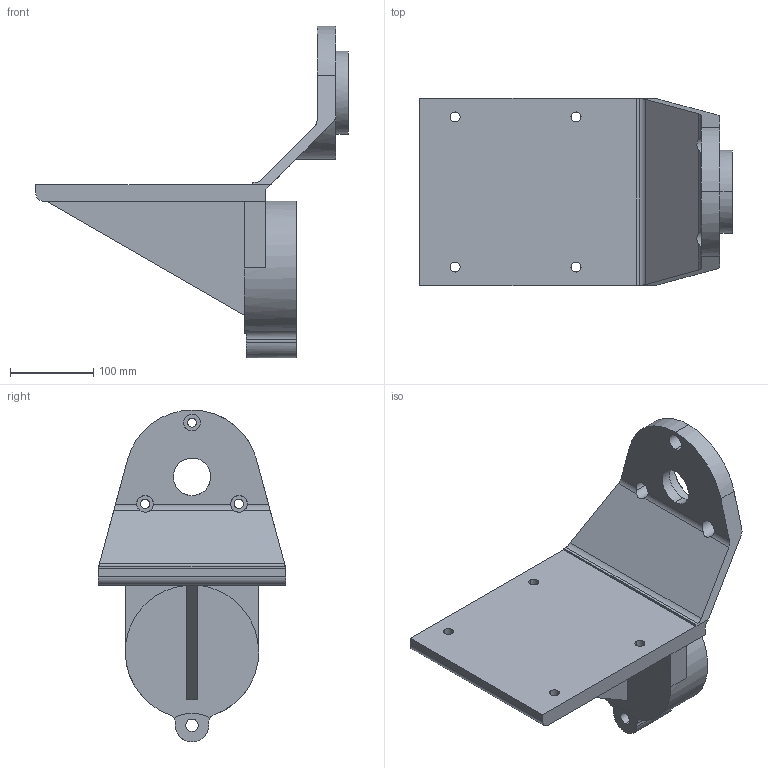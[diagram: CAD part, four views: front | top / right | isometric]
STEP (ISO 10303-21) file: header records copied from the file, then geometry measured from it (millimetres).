
FILE_DESCRIPTION(('CATIA V5 STEP Exchange'),'2;1');
FILE_NAME('Problema-10.stp','2012-08-03T23:01:46+00:00',('none'),('none'),'CATIA Version 5 Release 19 SP 4 (IN-10)','CATIA V5 STEP AP203','none');
FILE_SCHEMA(('CONFIG_CONTROL_DESIGN'));
Length unit declared in the file: millimetre
Products named in the file (1): Problema-10
Bounding box: 375 x 225 x 397.98 mm (x, y, z)
Volume: 2787002.5 mm3; surface area: 373814.6 mm2
Topology: 1 solids, 1 shells, 88 faces, 239 edges, 158 vertices
Faces by surface type: cylinder 51, plane 35, torus 2
Entity records: 3699 total; most frequent: CARTESIAN_POINT 1588, ORIENTED_EDGE 478, DIRECTION 319, EDGE_CURVE 239, VERTEX_POINT 158, AXIS2_PLACEMENT_3D 126, VECTOR 116, LINE 116
